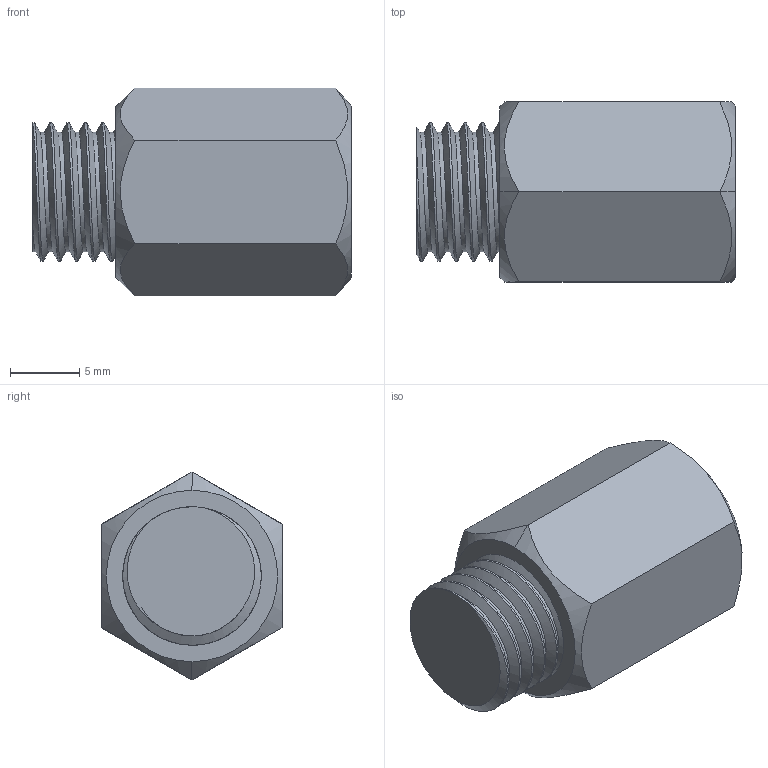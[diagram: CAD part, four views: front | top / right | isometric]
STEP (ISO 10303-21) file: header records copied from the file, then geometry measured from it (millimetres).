
FILE_DESCRIPTION (( 'STEP AP203' ), '1' );
FILE_NAME ('3D_R6540_M10-M8_173487420.STEP', '2024-08-27T09:12:45', ( '' ), ( '' ), 'SwSTEP 2.0', 'SolidWorks 2024', '' );
FILE_SCHEMA (( 'CONFIG_CONTROL_DESIGN' ));
Length unit declared in the file: millimetre
Products named in the file (1): 3D_R6540_M10-M8_173487420
Bounding box: 23 x 13 x 15.01 mm (x, y, z)
Volume: 2047.4 mm3; surface area: 1970.4 mm2
Topology: 1 solids, 1 shells, 59 faces, 155 edges, 100 vertices
Faces by surface type: cylinder 35, plane 12, bspline 8, cone 4
Entity records: 8561 total; most frequent: CARTESIAN_POINT 7292, ORIENTED_EDGE 310, DIRECTION 172, EDGE_CURVE 155, VERTEX_POINT 100, AXIS2_PLACEMENT_3D 63, EDGE_LOOP 61, ADVANCED_FACE 59
